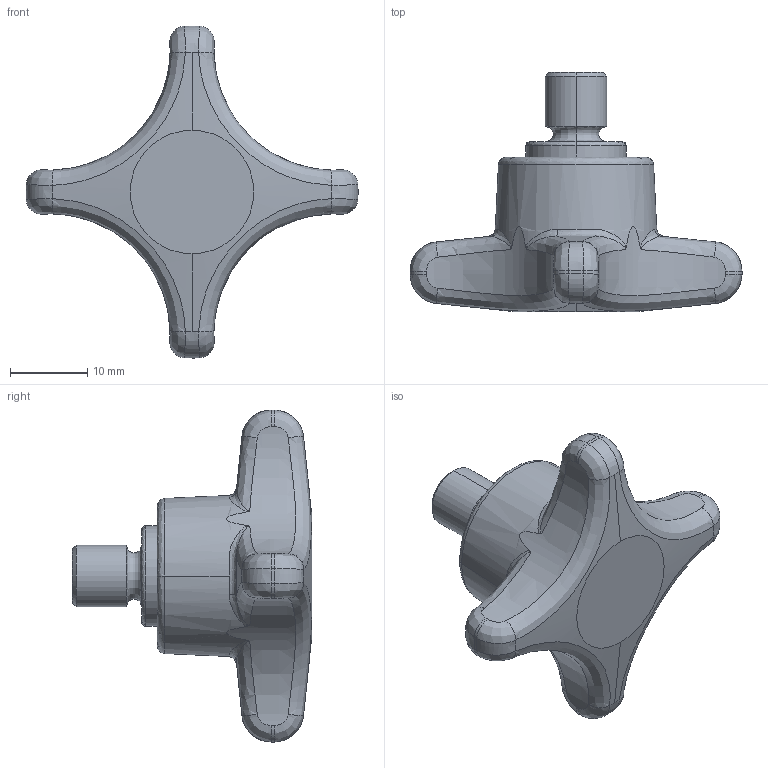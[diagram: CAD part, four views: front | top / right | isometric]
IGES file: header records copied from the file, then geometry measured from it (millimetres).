
Start section:  PTC IGES file: S0671676392.igs
Global section: file name: S0671676392.igs; native system: Creo Parametric by Parametric Technology Corporation; preprocessor: 2013230; author: RCRU51; organization: Rex Nord Marbet spa; date: 20141125.103607; units: millimetre
Bounding box: 43 x 31 x 43 mm (x, y, z)
Volume: 9812.2 mm3; surface area: 3147.8 mm2
Topology: 1 solids, 1 shells, 88 faces, 204 edges, 120 vertices
Faces by surface type: revolution 48, bspline 40
